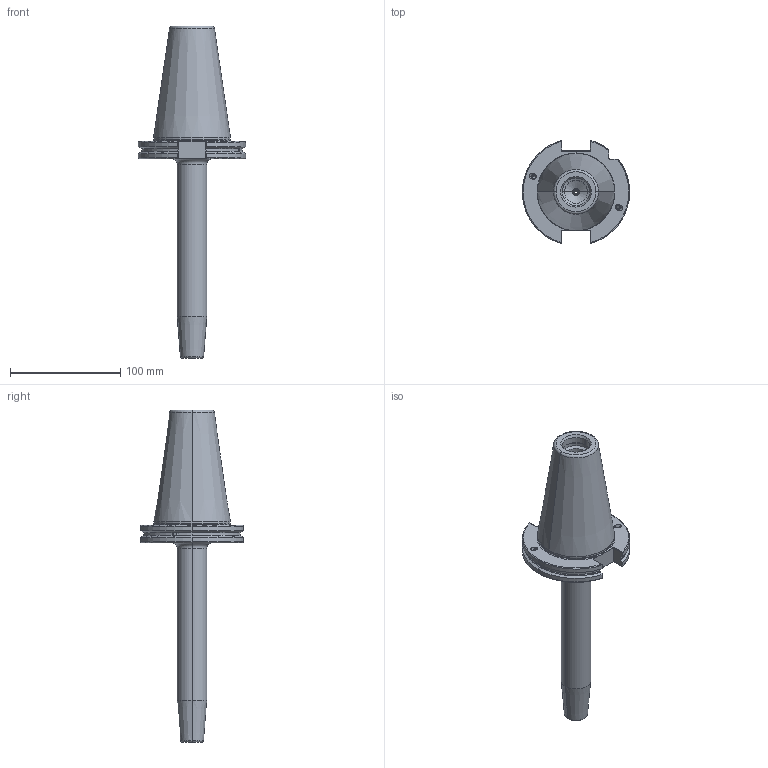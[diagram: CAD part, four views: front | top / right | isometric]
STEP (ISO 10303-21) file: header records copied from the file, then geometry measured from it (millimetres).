
FILE_DESCRIPTION (( 'STEP AP214' ), '1' );
FILE_NAME ('99.502.006 x=200_step.STEP', '2020-02-06T09:53:51', ( '' ), ( '' ), 'SwSTEP 2.0', 'SolidWorks 2018', '' );
FILE_SCHEMA (( 'AUTOMOTIVE_DESIGN' ));
Length unit declared in the file: millimetre
Products named in the file (1): 99.502.006 x=200_step
Bounding box: 97.45 x 93.7 x 301.6 mm (x, y, z)
Volume: 417204.4 mm3; surface area: 62808.2 mm2
Topology: 6 solids, 6 shells, 274 faces, 665 edges, 395 vertices
Faces by surface type: cone 82, cylinder 75, plane 75, torus 34, bspline 8
Entity records: 12765 total; most frequent: CARTESIAN_POINT 3414, DIRECTION 1309, ORIENTED_EDGE 1306, EDGE_CURVE 653, AXIS2_PLACEMENT_3D 513, VERTEX_POINT 395, EDGE_LOOP 290, LINE 283
